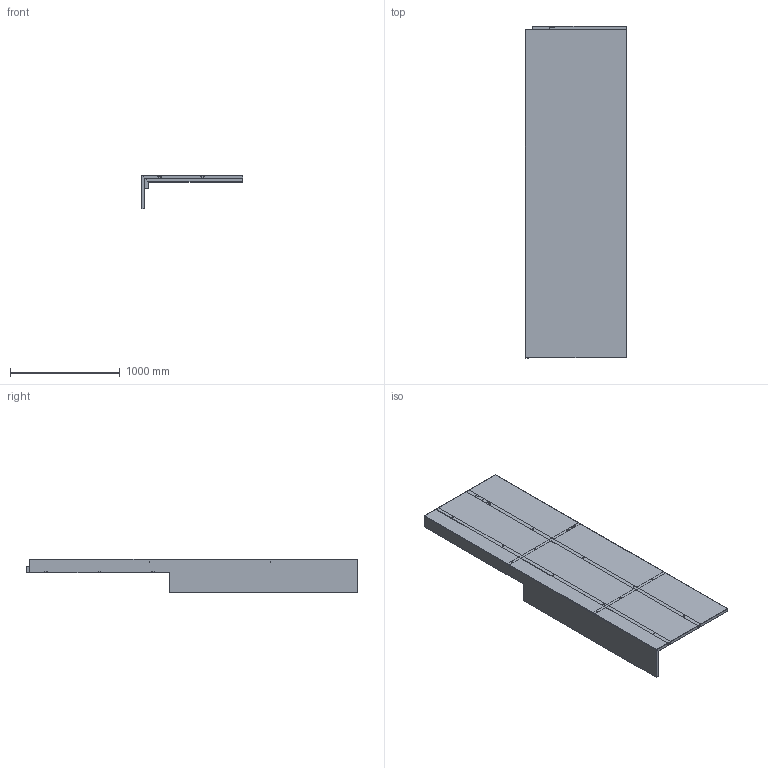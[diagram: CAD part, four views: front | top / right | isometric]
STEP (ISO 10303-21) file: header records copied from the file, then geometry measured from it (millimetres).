
FILE_DESCRIPTION (( 'STEP AP203' ), '1' );
FILE_NAME ('ﾊﾁﾎ-2-1.1.STEP', '2026-02-05T06:16:35', ( 'ﾐ珮ⅸ韜 濵' ), ( '' ), 'SwSTEP 2.0', 'SolidWorks 2022', '' );
FILE_SCHEMA (( 'CONFIG_CONTROL_DESIGN' ));
Length unit declared in the file: millimetre
Products named in the file (1): КБО-2-1.1
Bounding box: 923 x 3030.5 x 309 mm (x, y, z)
Volume: 6211870.6 mm3; surface area: 8324167.3 mm2
Topology: 5 solids, 5 shells, 674 faces, 1840 edges, 1176 vertices
Faces by surface type: plane 366, cylinder 204, bspline 104
Entity records: 27440 total; most frequent: CARTESIAN_POINT 10286, ORIENTED_EDGE 3680, DIRECTION 3156, EDGE_CURVE 1840, VECTOR 1230, LINE 1230, VERTEX_POINT 1176, AXIS2_PLACEMENT_3D 963
